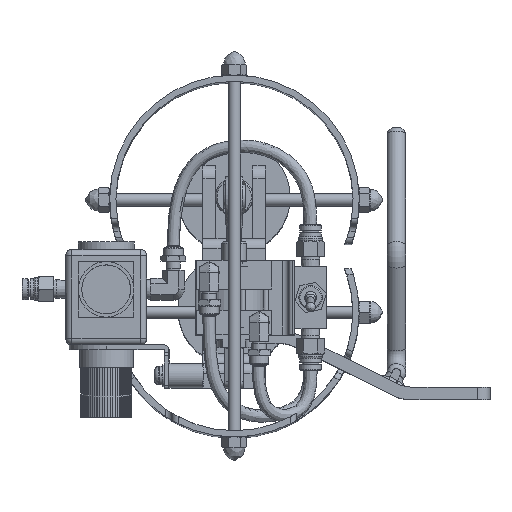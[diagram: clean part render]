
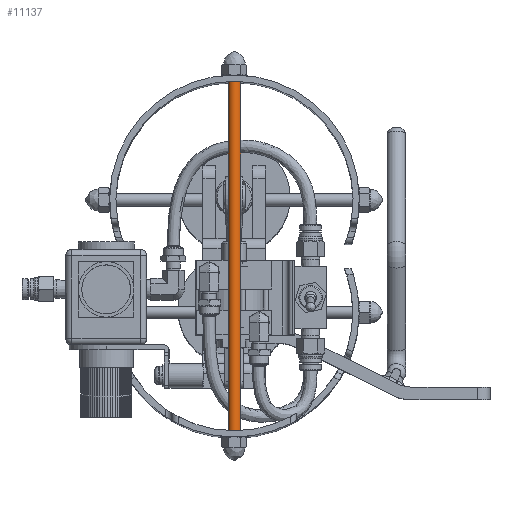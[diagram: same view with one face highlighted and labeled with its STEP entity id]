
A CAD part, top view. The second image highlights one B-rep face of the part: STEP entity #11137.
In plain terms, the highlighted cylindrical face has radius 3.175 mm (diameter 6.35 mm), a full revolution.
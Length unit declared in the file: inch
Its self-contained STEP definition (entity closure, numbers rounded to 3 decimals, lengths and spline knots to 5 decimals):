
#2946=FACE_BOUND('',#4220,.T.);
#3446=FACE_OUTER_BOUND('',#4219,.T.);
#4219=EDGE_LOOP('',(#9347));
#4220=EDGE_LOOP('',(#9348));
#4925=CIRCLE('',#12340,0.125);
#4927=CIRCLE('',#12343,0.125);
#5715=VERTEX_POINT('',#20153);
#5717=VERTEX_POINT('',#20158);
#7008=EDGE_CURVE('',#5715,#5715,#4925,.T.);
#7010=EDGE_CURVE('',#5717,#5717,#4927,.T.);
#9347=ORIENTED_EDGE('',*,*,#7010,.F.);
#9348=ORIENTED_EDGE('',*,*,#7008,.F.);
#10658=CYLINDRICAL_SURFACE('',#12342,0.125);
#11137=ADVANCED_FACE('',(#3446,#2946),#10658,.T.);
#12340=AXIS2_PLACEMENT_3D('',#20154,#14782,#14783);
#12342=AXIS2_PLACEMENT_3D('',#20157,#14786,#14787);
#12343=AXIS2_PLACEMENT_3D('',#20159,#14788,#14789);
#14782=DIRECTION('center_axis',(1.,0.,0.));
#14783=DIRECTION('ref_axis',(0.,-1.,0.));
#14786=DIRECTION('center_axis',(1.,0.,0.));
#14787=DIRECTION('ref_axis',(0.,-1.,0.));
#14788=DIRECTION('center_axis',(-1.,0.,0.));
#14789=DIRECTION('ref_axis',(0.,-1.,0.));
#20153=CARTESIAN_POINT('',(7.72,0.125,0.));
#20154=CARTESIAN_POINT('Origin',(7.72,0.,0.));
#20157=CARTESIAN_POINT('Origin',(0.,0.,0.));
#20158=CARTESIAN_POINT('',(0.03,0.125,0.));
#20159=CARTESIAN_POINT('Origin',(0.03,0.,0.));
